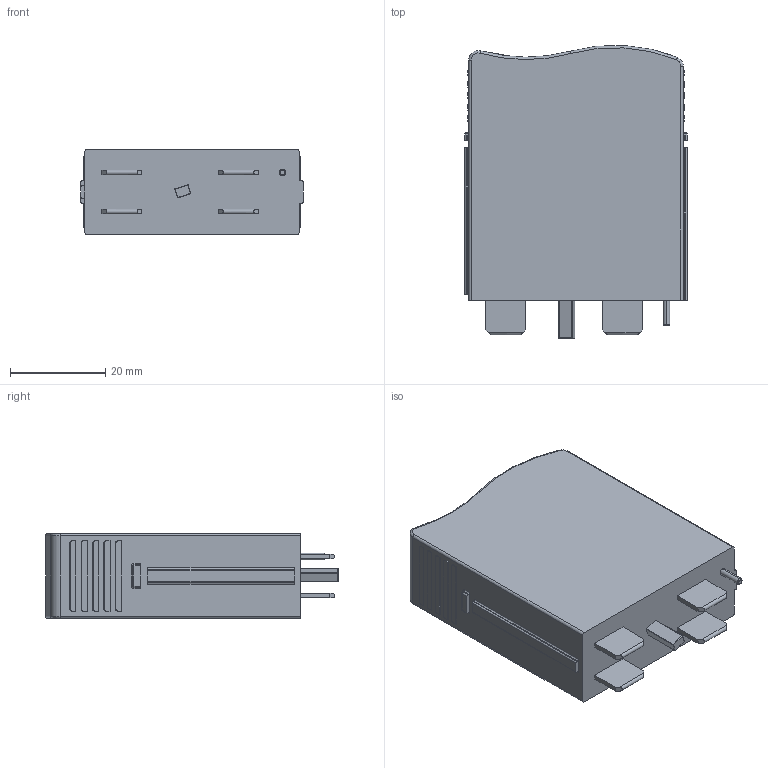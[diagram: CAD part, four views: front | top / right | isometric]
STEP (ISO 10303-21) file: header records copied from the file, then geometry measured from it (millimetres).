
FILE_DESCRIPTION((''),'2;1');
FILE_NAME('ASM0010_ASM','2021-03-01T',('marketing.praksa'),('Audax d.o.o.'),'CREO PARAMETRIC BY PTC INC, 2017480','CREO PARAMETRIC BY PTC INC, 2017480','');
FILE_SCHEMA(('AUTOMOTIVE_DESIGN { 1 0 10303 214 1 1 1 1 }'));
Products named in the file (6): TMP_DWG_65_1_1_1_2_1_2_1_1_1; TMP_DWG_65_1_2_1_2_1_2_1_1_1; TMP_DWG_65_1_3_1_2_1_2_1_1_1; MODUL_OUTER_S_SHAPE_B2S_10_1__2; MODULE_WINDOW; ASM0010_ASM
Assembly tree (5 placements, depth 2):
  ASM0010_ASM
    TMP_DWG_65_1_1_1_2_1_2_1_1_1
    TMP_DWG_65_1_2_1_2_1_2_1_1_1
    TMP_DWG_65_1_3_1_2_1_2_1_1_1
    MODUL_OUTER_S_SHAPE_B2S_10_1__2
    MODULE_WINDOW
Bounding box: 46.6 x 61.44 x 17.8 mm (x, y, z)
Volume: 42287.9 mm3; surface area: 8943.1 mm2
Topology: 5 solids, 5 shells, 257 faces, 660 edges, 425 vertices
Faces by surface type: plane 143, cylinder 92, torus 12, sphere 8, cone 2
Entity records: 10390 total; most frequent: CARTESIAN_POINT 1603, ORIENTED_EDGE 1304, DIRECTION 1295, PRESENTATION_STYLE_ASSIGNMENT 663, STYLED_ITEM 663, CURVE_STYLE 652, EDGE_CURVE 652, AXIS2_PLACEMENT_3D 432
